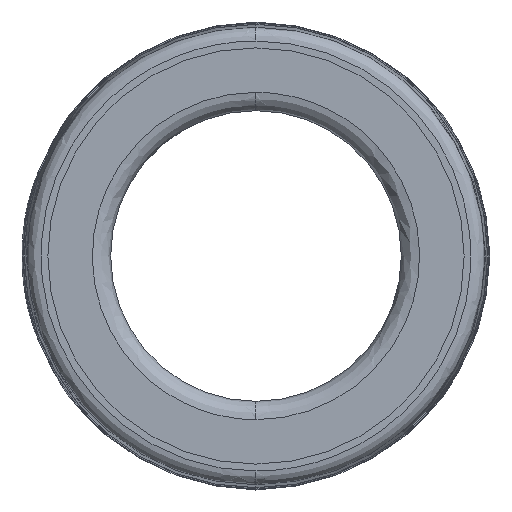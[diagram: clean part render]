
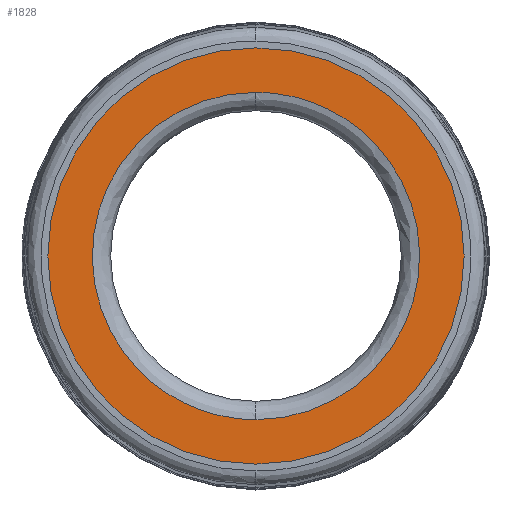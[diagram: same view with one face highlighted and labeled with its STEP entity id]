
A CAD part, front view. The second image highlights one B-rep face of the part: STEP entity #1828.
In plain terms, the highlighted planar face has unit normal (0, -1, 0).
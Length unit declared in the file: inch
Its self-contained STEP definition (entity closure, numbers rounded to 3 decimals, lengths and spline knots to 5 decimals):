
#2 = EDGE_CURVE ( 'NONE', #1891, #375, #669, .T. ) ;
#121 = CARTESIAN_POINT ( 'NONE',  ( 0., -0.66698, 0.35695 ) ) ;
#164 = CARTESIAN_POINT ( 'NONE',  ( 0., -0.66698, -0.35695 ) ) ;
#190 = CIRCLE ( 'NONE', #420, 0.454 ) ;
#246 = VERTEX_POINT ( 'NONE', #121 ) ;
#281 = FACE_BOUND ( 'NONE', #551, .T. ) ;
#375 = VERTEX_POINT ( 'NONE', #1248 ) ;
#403 = PLANE ( 'NONE',  #840 ) ;
#420 = AXIS2_PLACEMENT_3D ( 'NONE', #511, #1615, #1773 ) ;
#421 = CARTESIAN_POINT ( 'NONE',  ( 0., -0.66698, -0.454 ) ) ;
#452 = ORIENTED_EDGE ( 'NONE', *, *, #1896, .F. ) ;
#480 = ORIENTED_EDGE ( 'NONE', *, *, #1427, .F. ) ;
#511 = CARTESIAN_POINT ( 'NONE',  ( 0., -0.66698, 0. ) ) ;
#551 = EDGE_LOOP ( 'NONE', ( #452, #480 ) ) ;
#612 = CARTESIAN_POINT ( 'NONE',  ( 0.40548, -0.66698, 0. ) ) ;
#669 = CIRCLE ( 'NONE', #2113, 0.454 ) ;
#704 = EDGE_CURVE ( 'NONE', #375, #1891, #190, .T. ) ;
#840 = AXIS2_PLACEMENT_3D ( 'NONE', #612, #1525, #951 ) ;
#951 = DIRECTION ( 'NONE',  ( 1., 0., 0. ) ) ;
#1063 = CARTESIAN_POINT ( 'NONE',  ( -0.7139, -0.66698, -0.35695 ) ) ;
#1134 = CARTESIAN_POINT ( 'NONE',  ( 0.7139, -0.66698, -0.35695 ) ) ;
#1202 = CARTESIAN_POINT ( 'NONE',  ( 0., -0.66698, 0.35695 ) ) ;
#1248 = CARTESIAN_POINT ( 'NONE',  ( 0., -0.66698, 0.454 ) ) ;
#1328 = VERTEX_POINT ( 'NONE', #164 ) ;
#1353 = FACE_OUTER_BOUND ( 'NONE', #1460, .T. ) ;
#1427 = EDGE_CURVE ( 'NONE', #246, #1328, #1937, .T. ) ;
#1460 = EDGE_LOOP ( 'NONE', ( #1962, #2080 ) ) ;
#1525 = DIRECTION ( 'NONE',  ( 0., -1., 0. ) ) ;
#1552 = CARTESIAN_POINT ( 'NONE',  ( 0.7139, -0.66698, 0.35695 ) ) ;
#1588 = DIRECTION ( 'NONE',  ( 0., -1., 0. ) ) ;
#1611 = CARTESIAN_POINT ( 'NONE',  ( 0., -0.66698, -0.35695 ) ) ;
#1615 = DIRECTION ( 'NONE',  ( 0., -1., 0. ) ) ;
#1666 = CARTESIAN_POINT ( 'NONE',  ( 0., -0.66698, -0.35695 ) ) ;
#1747 =( BOUNDED_CURVE ( )  B_SPLINE_CURVE ( 3, ( #1666, #1134, #1552, #1202 ),
 .UNSPECIFIED., .F., .F. ) 
 B_SPLINE_CURVE_WITH_KNOTS ( ( 4, 4 ),
 ( 0.75, 1.25 ),
 .UNSPECIFIED. ) 
 CURVE ( )  GEOMETRIC_REPRESENTATION_ITEM ( )  RATIONAL_B_SPLINE_CURVE ( ( 1., 0.333, 0.333, 1. ) ) 
 REPRESENTATION_ITEM ( '' )  );
#1773 = DIRECTION ( 'NONE',  ( 0., 0., -1. ) ) ;
#1810 = CARTESIAN_POINT ( 'NONE',  ( 0., -0.66698, 0.35695 ) ) ;
#1828 = ADVANCED_FACE ( 'NONE', ( #1353, #281 ), #403, .T. ) ;
#1891 = VERTEX_POINT ( 'NONE', #421 ) ;
#1896 = EDGE_CURVE ( 'NONE', #1328, #246, #1747, .T. ) ;
#1937 =( BOUNDED_CURVE ( )  B_SPLINE_CURVE ( 3, ( #1810, #2172, #1063, #1611 ),
 .UNSPECIFIED., .F., .T. ) 
 B_SPLINE_CURVE_WITH_KNOTS ( ( 4, 4 ),
 ( 0.25, 0.75 ),
 .UNSPECIFIED. ) 
 CURVE ( )  GEOMETRIC_REPRESENTATION_ITEM ( )  RATIONAL_B_SPLINE_CURVE ( ( 1., 0.333, 0.333, 1. ) ) 
 REPRESENTATION_ITEM ( '' )  );
#1962 = ORIENTED_EDGE ( 'NONE', *, *, #2, .T. ) ;
#2080 = ORIENTED_EDGE ( 'NONE', *, *, #704, .T. ) ;
#2113 = AXIS2_PLACEMENT_3D ( 'NONE', #2162, #1588, #2169 ) ;
#2162 = CARTESIAN_POINT ( 'NONE',  ( 0., -0.66698, 0. ) ) ;
#2169 = DIRECTION ( 'NONE',  ( 0., 0., -1. ) ) ;
#2172 = CARTESIAN_POINT ( 'NONE',  ( -0.7139, -0.66698, 0.35695 ) ) ;
